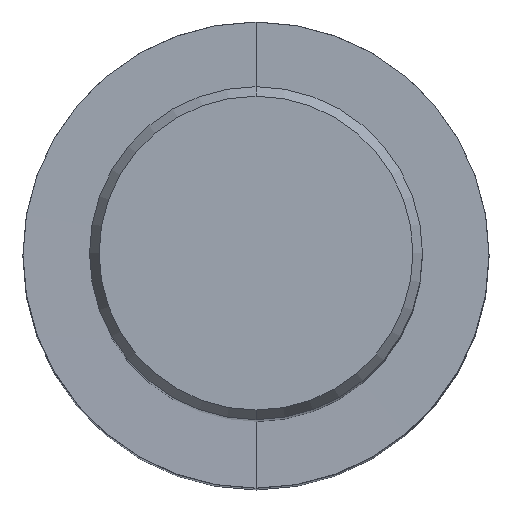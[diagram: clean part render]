
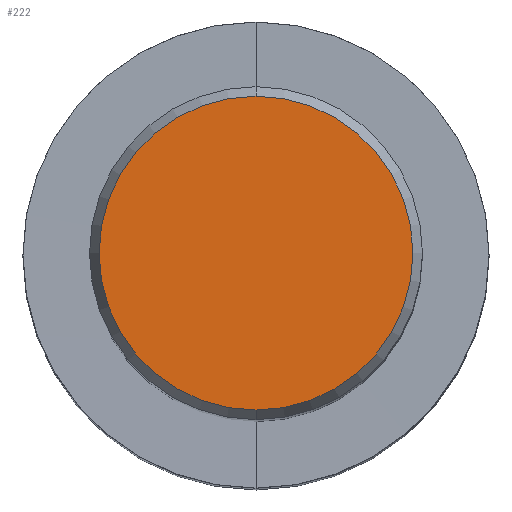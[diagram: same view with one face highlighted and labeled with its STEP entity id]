
A CAD part, top view. The second image highlights one B-rep face of the part: STEP entity #222.
In plain terms, the highlighted planar face has unit normal (0, 0, 1).
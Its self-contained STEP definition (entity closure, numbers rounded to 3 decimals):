
#132=VERTEX_POINT('',#312);
#196=EDGE_CURVE('',#132,#260,#382,.T.);
#204=EDGE_CURVE('',#260,#132,#391,.T.);
#222=ADVANCED_FACE('',(#411),#412,.T.);
#260=VERTEX_POINT('',#456);
#312=CARTESIAN_POINT('',(0.0,7.479,0.01));
#382=CIRCLE('',#597,7.479);
#391=CIRCLE('',#609,7.479);
#411=FACE_OUTER_BOUND('',#632,.T.);
#412=PLANE('',#633);
#456=CARTESIAN_POINT('',(0.,-7.479,0.01));
#597=AXIS2_PLACEMENT_3D('',#814,#815,#816);
#609=AXIS2_PLACEMENT_3D('',#826,#827,#828);
#632=EDGE_LOOP('',(#855,#856));
#633=AXIS2_PLACEMENT_3D('',#857,#858,#859);
#814=CARTESIAN_POINT('',(0.0,0.0,0.01));
#815=DIRECTION('',(0.0,0.0,-1.0));
#816=DIRECTION('',(0.0,1.0,0.0));
#826=CARTESIAN_POINT('',(0.0,0.0,0.01));
#827=DIRECTION('',(0.0,0.0,-1.0));
#828=DIRECTION('',(0.0,1.0,0.0));
#855=ORIENTED_EDGE('',*,*,#196,.F.);
#856=ORIENTED_EDGE('',*,*,#204,.F.);
#857=CARTESIAN_POINT('',(0.0,3.74,0.01));
#858=DIRECTION('',(-0.0,0.0,1.0));
#859=DIRECTION('',(0.0,-1.0,0.0));
